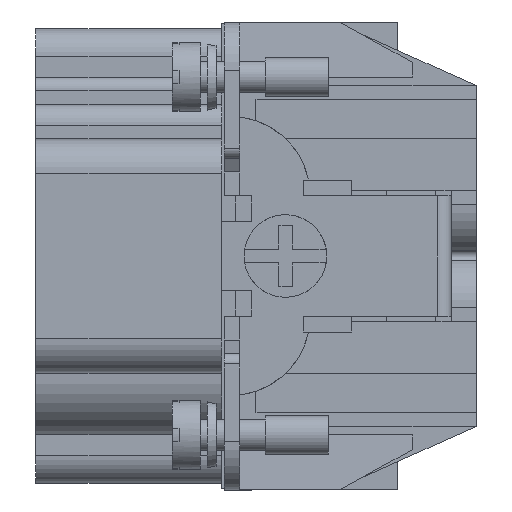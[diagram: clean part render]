
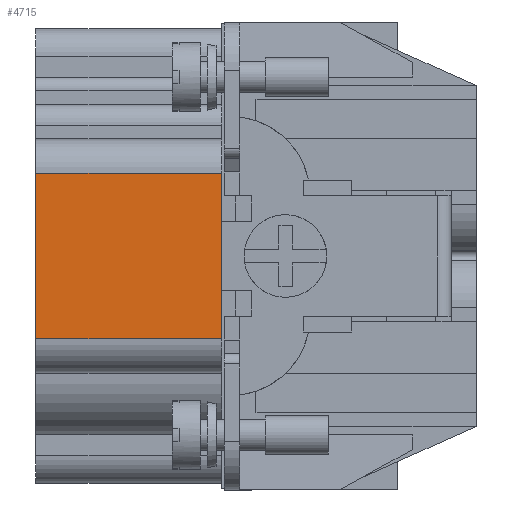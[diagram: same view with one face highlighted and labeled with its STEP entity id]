
A CAD part, left-side view. The second image highlights one B-rep face of the part: STEP entity #4715.
In plain terms, the highlighted planar face has unit normal (-1, 0, 0).
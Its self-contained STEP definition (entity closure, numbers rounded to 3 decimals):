
#1027 = CARTESIAN_POINT ( 'NONE',  ( -55.732, 18.1, 6. ) ) ;
#1148 = VERTEX_POINT ( 'NONE', #1700 ) ;
#1161 = VERTEX_POINT ( 'NONE', #1685 ) ;
#1247 = VERTEX_POINT ( 'NONE', #1592 ) ;
#1592 = CARTESIAN_POINT ( 'NONE',  ( -55.732, 18.1, -6. ) ) ;
#1685 = CARTESIAN_POINT ( 'NONE',  ( -55.732, 31.6, 6. ) ) ;
#1700 = CARTESIAN_POINT ( 'NONE',  ( -55.732, 31.6, -6. ) ) ;
#1770 = VERTEX_POINT ( 'NONE', #1027 ) ;
#1877 = EDGE_LOOP ( 'NONE', ( #31754, #31753, #31755, #31751 ) ) ;
#2125 = LINE ( 'NONE', #23691, #3075 ) ;
#2135 = LINE ( 'NONE', #21502, #3055 ) ;
#2171 = LINE ( 'NONE', #22448, #2976 ) ;
#2574 = LINE ( 'NONE', #19582, #29979 ) ;
#2976 = VECTOR ( 'NONE', #22447, 1000. ) ;
#3055 = VECTOR ( 'NONE', #21487, 1000. ) ;
#3075 = VECTOR ( 'NONE', #23663, 1000. ) ;
#4715 = ADVANCED_FACE ( 'NONE', ( #11961 ), #32994, .F. ) ;
#10146 = EDGE_CURVE ( 'NONE', #1148, #1247, #2125, .T. ) ;
#10151 = EDGE_CURVE ( 'NONE', #1161, #1770, #2135, .T. ) ;
#10184 = EDGE_CURVE ( 'NONE', #1247, #1770, #2171, .T. ) ;
#10485 = EDGE_CURVE ( 'NONE', #1148, #1161, #2574, .T. ) ;
#11961 = FACE_OUTER_BOUND ( 'NONE', #1877, .T. ) ;
#19546 = DIRECTION ( 'NONE',  ( 0., 0., 1. ) ) ;
#19582 = CARTESIAN_POINT ( 'NONE',  ( -55.732, 31.6, 6. ) ) ;
#21487 = DIRECTION ( 'NONE',  ( 0., -1., 0. ) ) ;
#21502 = CARTESIAN_POINT ( 'NONE',  ( -55.732, 31.6, 6. ) ) ;
#22447 = DIRECTION ( 'NONE',  ( 0., 0., 1. ) ) ;
#22448 = CARTESIAN_POINT ( 'NONE',  ( -55.732, 18.1, 6. ) ) ;
#23663 = DIRECTION ( 'NONE',  ( 0., -1., 0. ) ) ;
#23691 = CARTESIAN_POINT ( 'NONE',  ( -55.732, 31.6, -6. ) ) ;
#29979 = VECTOR ( 'NONE', #19546, 1000. ) ;
#31751 = ORIENTED_EDGE ( 'NONE', *, *, #10146, .T. ) ;
#31753 = ORIENTED_EDGE ( 'NONE', *, *, #10151, .F. ) ;
#31754 = ORIENTED_EDGE ( 'NONE', *, *, #10184, .T. ) ;
#31755 = ORIENTED_EDGE ( 'NONE', *, *, #10485, .F. ) ;
#32994 = PLANE ( 'NONE',  #37354 ) ;
#32997 = CARTESIAN_POINT ( 'NONE',  ( -55.732, 31.6, 6. ) ) ;
#32999 = DIRECTION ( 'NONE',  ( 1., 0., 0. ) ) ;
#33001 = DIRECTION ( 'NONE',  ( 0., 0., -1. ) ) ;
#37354 = AXIS2_PLACEMENT_3D ( 'NONE', #32997, #32999, #33001 ) ;
